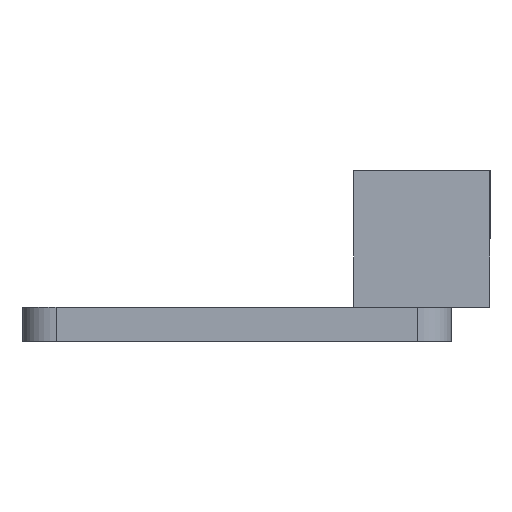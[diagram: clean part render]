
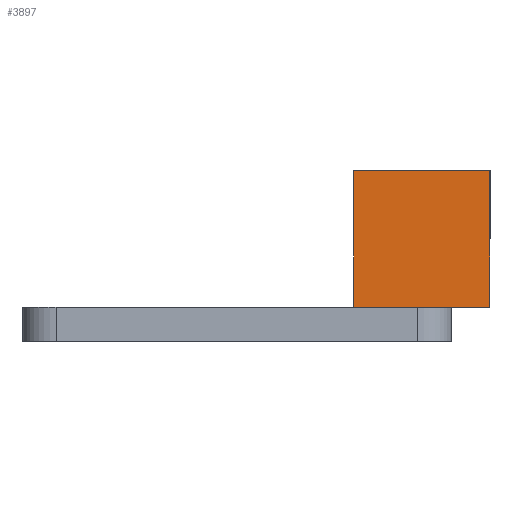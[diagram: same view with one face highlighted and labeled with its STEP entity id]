
A CAD part, left-side view. The second image highlights one B-rep face of the part: STEP entity #3897.
In plain terms, the highlighted planar face has unit normal (-1, 0, 0).
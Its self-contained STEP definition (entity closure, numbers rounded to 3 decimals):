
#35 = ORIENTED_EDGE ( 'NONE', *, *, #3814, .F. ) ;
#67 = LINE ( 'NONE', #4063, #649 ) ;
#97 = DIRECTION ( 'NONE',  ( 0., 0., -1. ) ) ;
#370 = EDGE_CURVE ( 'NONE', #3418, #3440, #3172, .T. ) ;
#423 = PLANE ( 'NONE',  #2030 ) ;
#532 = ORIENTED_EDGE ( 'NONE', *, *, #370, .F. ) ;
#649 = VECTOR ( 'NONE', #3322, 1000. ) ;
#999 = LINE ( 'NONE', #1816, #2013 ) ;
#1102 = ORIENTED_EDGE ( 'NONE', *, *, #1154, .F. ) ;
#1109 = EDGE_LOOP ( 'NONE', ( #1102, #35, #532, #3064 ) ) ;
#1154 = EDGE_CURVE ( 'NONE', #3585, #1730, #999, .T. ) ;
#1165 = CARTESIAN_POINT ( 'NONE',  ( 0., 0., 0. ) ) ;
#1730 = VERTEX_POINT ( 'NONE', #4105 ) ;
#1816 = CARTESIAN_POINT ( 'NONE',  ( 0., -6.35, 6.35 ) ) ;
#1934 = DIRECTION ( 'NONE',  ( 0., 1., 0. ) ) ;
#1944 = CARTESIAN_POINT ( 'NONE',  ( 0., -6.35, -6.35 ) ) ;
#2013 = VECTOR ( 'NONE', #2550, 1000. ) ;
#2030 = AXIS2_PLACEMENT_3D ( 'NONE', #1165, #2625, #4490 ) ;
#2287 = FACE_OUTER_BOUND ( 'NONE', #1109, .T. ) ;
#2472 = EDGE_CURVE ( 'NONE', #1730, #3418, #3379, .T. ) ;
#2550 = DIRECTION ( 'NONE',  ( 0., -1., 0. ) ) ;
#2582 = CARTESIAN_POINT ( 'NONE',  ( 0., -6.35, -6.35 ) ) ;
#2625 = DIRECTION ( 'NONE',  ( 1., 0., 0. ) ) ;
#2690 = VECTOR ( 'NONE', #97, 1000. ) ;
#2840 = VECTOR ( 'NONE', #1934, 1000. ) ;
#3064 = ORIENTED_EDGE ( 'NONE', *, *, #2472, .F. ) ;
#3172 = LINE ( 'NONE', #3759, #2840 ) ;
#3322 = DIRECTION ( 'NONE',  ( 0., 0., 1. ) ) ;
#3379 = LINE ( 'NONE', #1944, #2690 ) ;
#3418 = VERTEX_POINT ( 'NONE', #2582 ) ;
#3440 = VERTEX_POINT ( 'NONE', #4096 ) ;
#3585 = VERTEX_POINT ( 'NONE', #3837 ) ;
#3759 = CARTESIAN_POINT ( 'NONE',  ( 0., -6.35, -6.35 ) ) ;
#3814 = EDGE_CURVE ( 'NONE', #3440, #3585, #67, .T. ) ;
#3837 = CARTESIAN_POINT ( 'NONE',  ( 0., 6.35, 6.35 ) ) ;
#3897 = ADVANCED_FACE ( 'NONE', ( #2287 ), #423, .F. ) ;
#4063 = CARTESIAN_POINT ( 'NONE',  ( 0., 6.35, -6.35 ) ) ;
#4096 = CARTESIAN_POINT ( 'NONE',  ( 0., 6.35, -6.35 ) ) ;
#4105 = CARTESIAN_POINT ( 'NONE',  ( 0., -6.35, 6.35 ) ) ;
#4490 = DIRECTION ( 'NONE',  ( 0., 0., -1. ) ) ;
